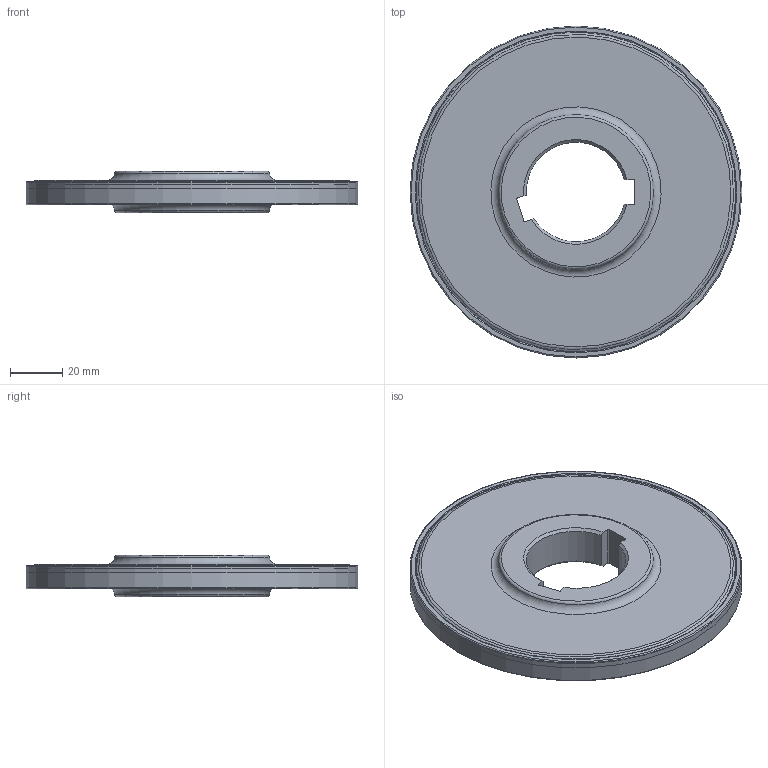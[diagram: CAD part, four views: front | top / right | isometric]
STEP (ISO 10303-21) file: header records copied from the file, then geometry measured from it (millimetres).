
FILE_DESCRIPTION(/* description */ (''),/* implementation_level */ '2;1');
FILE_NAME(/* name */ '335.18-05.00-0708R.stp',/* time_stamp */ '2020-03-04T15:08:57+06:00',/* author */ (''),/* organization */ (''),/* preprocessor_version */ 'ST-DEVELOPER v16.7',/* originating_system */ 'SIEMENS PLM Software NX 12.0',/* authorisation */ '');
FILE_SCHEMA (('AUTOMOTIVE_DESIGN { 1 0 10303 214 3 1 1 1 }'));
Length unit declared in the file: millimetre
Products named in the file (1): inpu0EBCA830ni7c
Bounding box: 127 x 127 x 15.88 mm (x, y, z)
Volume: 113931 mm3; surface area: 38088.8 mm2
Topology: 2 solids, 2 shells, 46 faces, 103 edges, 66 vertices
Faces by surface type: plane 15, torus 11, cylinder 11, cone 9
Full cylindrical faces by diameter (mm): 123.146 x2, 123.2 x1, 127 x2
Entity records: 1221 total; most frequent: DIRECTION 214, CARTESIAN_POINT 212, ORIENTED_EDGE 154, AXIS2_PLACEMENT_3D 95, EDGE_CURVE 77, EDGE_LOOP 76, VERTEX_POINT 61, FACE_BOUND 60
